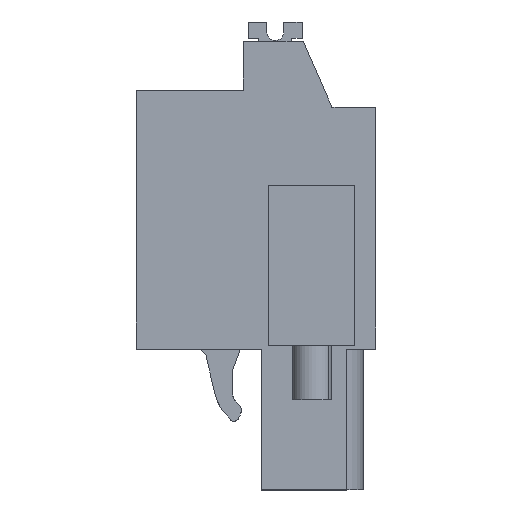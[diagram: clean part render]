
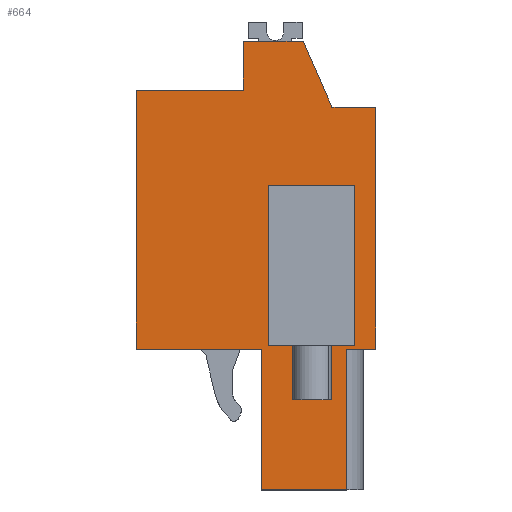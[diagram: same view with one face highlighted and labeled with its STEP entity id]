
A CAD part, left-side view. The second image highlights one B-rep face of the part: STEP entity #664.
In plain terms, the highlighted planar face has unit normal (-1, 0, 0).
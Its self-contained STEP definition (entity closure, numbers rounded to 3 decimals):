
#546=AXIS2_PLACEMENT_3D('Plane Axis2P3D',#543,#544,#545) ;
#42=CARTESIAN_POINT('Vertex',(4.9,7.85,26.59)) ;
#45=CARTESIAN_POINT('Line Origine',(4.9,6.075,26.59)) ;
#49=CARTESIAN_POINT('Vertex',(4.9,4.3,26.59)) ;
#447=CARTESIAN_POINT('Vertex',(4.9,7.85,23.69)) ;
#450=CARTESIAN_POINT('Line Origine',(4.9,7.85,25.14)) ;
#543=CARTESIAN_POINT('Axis2P3D Location',(4.9,6.8,8.35)) ;
#548=CARTESIAN_POINT('Line Origine',(4.9,1.725,4.175)) ;
#552=CARTESIAN_POINT('Vertex',(4.9,1.725,8.35)) ;
#554=CARTESIAN_POINT('Vertex',(4.9,1.725,0.)) ;
#557=CARTESIAN_POINT('Line Origine',(4.9,0.862,8.35)) ;
#561=CARTESIAN_POINT('Vertex',(4.9,0.,8.35)) ;
#564=CARTESIAN_POINT('Line Origine',(4.9,0.,15.52)) ;
#568=CARTESIAN_POINT('Vertex',(4.9,0.,22.69)) ;
#571=CARTESIAN_POINT('Line Origine',(4.9,1.3,22.69)) ;
#575=CARTESIAN_POINT('Vertex',(4.9,2.6,22.69)) ;
#578=CARTESIAN_POINT('Line Origine',(4.9,3.45,24.64)) ;
#583=CARTESIAN_POINT('Line Origine',(4.9,11.025,23.69)) ;
#587=CARTESIAN_POINT('Vertex',(4.9,14.2,23.69)) ;
#590=CARTESIAN_POINT('Line Origine',(4.9,14.2,16.02)) ;
#594=CARTESIAN_POINT('Vertex',(4.9,14.2,8.35)) ;
#597=CARTESIAN_POINT('Line Origine',(4.9,10.485,8.35)) ;
#601=CARTESIAN_POINT('Vertex',(4.9,6.771,8.35)) ;
#604=CARTESIAN_POINT('Line Origine',(4.9,6.771,4.175)) ;
#608=CARTESIAN_POINT('Vertex',(4.9,6.771,0.)) ;
#611=CARTESIAN_POINT('Line Origine',(4.9,4.248,0.)) ;
#630=CARTESIAN_POINT('Line Origine',(4.9,3.8,8.55)) ;
#634=CARTESIAN_POINT('Vertex',(4.9,6.35,8.55)) ;
#636=CARTESIAN_POINT('Vertex',(4.9,1.25,8.55)) ;
#639=CARTESIAN_POINT('Line Origine',(4.9,6.35,13.3)) ;
#643=CARTESIAN_POINT('Vertex',(4.9,6.35,18.05)) ;
#646=CARTESIAN_POINT('Line Origine',(4.9,3.8,18.05)) ;
#650=CARTESIAN_POINT('Vertex',(4.9,1.25,18.05)) ;
#653=CARTESIAN_POINT('Line Origine',(4.9,1.25,13.3)) ;
#46=DIRECTION('Vector Direction',(0.,1.,0.)) ;
#451=DIRECTION('Vector Direction',(0.,0.,-1.)) ;
#544=DIRECTION('Axis2P3D Direction',(1.,0.,0.)) ;
#545=DIRECTION('Axis2P3D XDirection',(0.,1.,0.)) ;
#549=DIRECTION('Vector Direction',(0.,0.,-1.)) ;
#558=DIRECTION('Vector Direction',(0.,-1.,0.)) ;
#565=DIRECTION('Vector Direction',(0.,0.,-1.)) ;
#572=DIRECTION('Vector Direction',(0.,1.,0.)) ;
#579=DIRECTION('Vector Direction',(0.,0.4,0.917)) ;
#584=DIRECTION('Vector Direction',(0.,1.,0.)) ;
#591=DIRECTION('Vector Direction',(0.,0.,1.)) ;
#598=DIRECTION('Vector Direction',(0.,1.,0.)) ;
#605=DIRECTION('Vector Direction',(0.,0.,-1.)) ;
#612=DIRECTION('Vector Direction',(0.,1.,0.)) ;
#631=DIRECTION('Vector Direction',(0.,-1.,0.)) ;
#640=DIRECTION('Vector Direction',(0.,0.,-1.)) ;
#647=DIRECTION('Vector Direction',(0.,-1.,0.)) ;
#654=DIRECTION('Vector Direction',(0.,0.,-1.)) ;
#47=VECTOR('Line Direction',#46,1.) ;
#452=VECTOR('Line Direction',#451,1.) ;
#550=VECTOR('Line Direction',#549,1.) ;
#559=VECTOR('Line Direction',#558,1.) ;
#566=VECTOR('Line Direction',#565,1.) ;
#573=VECTOR('Line Direction',#572,1.) ;
#580=VECTOR('Line Direction',#579,1.) ;
#585=VECTOR('Line Direction',#584,1.) ;
#592=VECTOR('Line Direction',#591,1.) ;
#599=VECTOR('Line Direction',#598,1.) ;
#606=VECTOR('Line Direction',#605,1.) ;
#613=VECTOR('Line Direction',#612,1.) ;
#632=VECTOR('Line Direction',#631,1.) ;
#641=VECTOR('Line Direction',#640,1.) ;
#648=VECTOR('Line Direction',#647,1.) ;
#655=VECTOR('Line Direction',#654,1.) ;
#617=ORIENTED_EDGE('',*,*,#556,.F.) ;
#618=ORIENTED_EDGE('',*,*,#563,.F.) ;
#619=ORIENTED_EDGE('',*,*,#570,.F.) ;
#620=ORIENTED_EDGE('',*,*,#577,.T.) ;
#621=ORIENTED_EDGE('',*,*,#582,.T.) ;
#622=ORIENTED_EDGE('',*,*,#51,.T.) ;
#623=ORIENTED_EDGE('',*,*,#454,.T.) ;
#624=ORIENTED_EDGE('',*,*,#589,.T.) ;
#625=ORIENTED_EDGE('',*,*,#596,.F.) ;
#626=ORIENTED_EDGE('',*,*,#603,.F.) ;
#627=ORIENTED_EDGE('',*,*,#610,.T.) ;
#628=ORIENTED_EDGE('',*,*,#615,.F.) ;
#659=ORIENTED_EDGE('',*,*,#638,.F.) ;
#660=ORIENTED_EDGE('',*,*,#645,.F.) ;
#661=ORIENTED_EDGE('',*,*,#652,.F.) ;
#662=ORIENTED_EDGE('',*,*,#657,.T.) ;
#663=FACE_BOUND('',#658,.T.) ;
#664=ADVANCED_FACE('HOUSING',(#629,#663),#547,.F.) ;
#51=EDGE_CURVE('',#50,#43,#48,.T.) ;
#454=EDGE_CURVE('',#43,#448,#453,.T.) ;
#556=EDGE_CURVE('',#553,#555,#551,.T.) ;
#563=EDGE_CURVE('',#562,#553,#560,.F.) ;
#570=EDGE_CURVE('',#569,#562,#567,.T.) ;
#577=EDGE_CURVE('',#569,#576,#574,.T.) ;
#582=EDGE_CURVE('',#576,#50,#581,.T.) ;
#589=EDGE_CURVE('',#448,#588,#586,.T.) ;
#596=EDGE_CURVE('',#595,#588,#593,.T.) ;
#603=EDGE_CURVE('',#602,#595,#600,.T.) ;
#610=EDGE_CURVE('',#602,#609,#607,.T.) ;
#615=EDGE_CURVE('',#555,#609,#614,.T.) ;
#638=EDGE_CURVE('',#635,#637,#633,.T.) ;
#645=EDGE_CURVE('',#644,#635,#642,.T.) ;
#652=EDGE_CURVE('',#651,#644,#649,.F.) ;
#657=EDGE_CURVE('',#651,#637,#656,.T.) ;
#616=EDGE_LOOP('',(#617,#618,#619,#620,#621,#622,#623,#624,#625,#626,#627,#628)) ;
#658=EDGE_LOOP('',(#659,#660,#661,#662)) ;
#629=FACE_OUTER_BOUND('',#616,.T.) ;
#48=LINE('Line',#45,#47) ;
#453=LINE('Line',#450,#452) ;
#551=LINE('Line',#548,#550) ;
#560=LINE('Line',#557,#559) ;
#567=LINE('Line',#564,#566) ;
#574=LINE('Line',#571,#573) ;
#581=LINE('Line',#578,#580) ;
#586=LINE('Line',#583,#585) ;
#593=LINE('Line',#590,#592) ;
#600=LINE('Line',#597,#599) ;
#607=LINE('Line',#604,#606) ;
#614=LINE('Line',#611,#613) ;
#633=LINE('Line',#630,#632) ;
#642=LINE('Line',#639,#641) ;
#649=LINE('Line',#646,#648) ;
#656=LINE('Line',#653,#655) ;
#547=PLANE('',#546) ;
#43=VERTEX_POINT('',#42) ;
#50=VERTEX_POINT('',#49) ;
#448=VERTEX_POINT('',#447) ;
#553=VERTEX_POINT('',#552) ;
#555=VERTEX_POINT('',#554) ;
#562=VERTEX_POINT('',#561) ;
#569=VERTEX_POINT('',#568) ;
#576=VERTEX_POINT('',#575) ;
#588=VERTEX_POINT('',#587) ;
#595=VERTEX_POINT('',#594) ;
#602=VERTEX_POINT('',#601) ;
#609=VERTEX_POINT('',#608) ;
#635=VERTEX_POINT('',#634) ;
#637=VERTEX_POINT('',#636) ;
#644=VERTEX_POINT('',#643) ;
#651=VERTEX_POINT('',#650) ;
